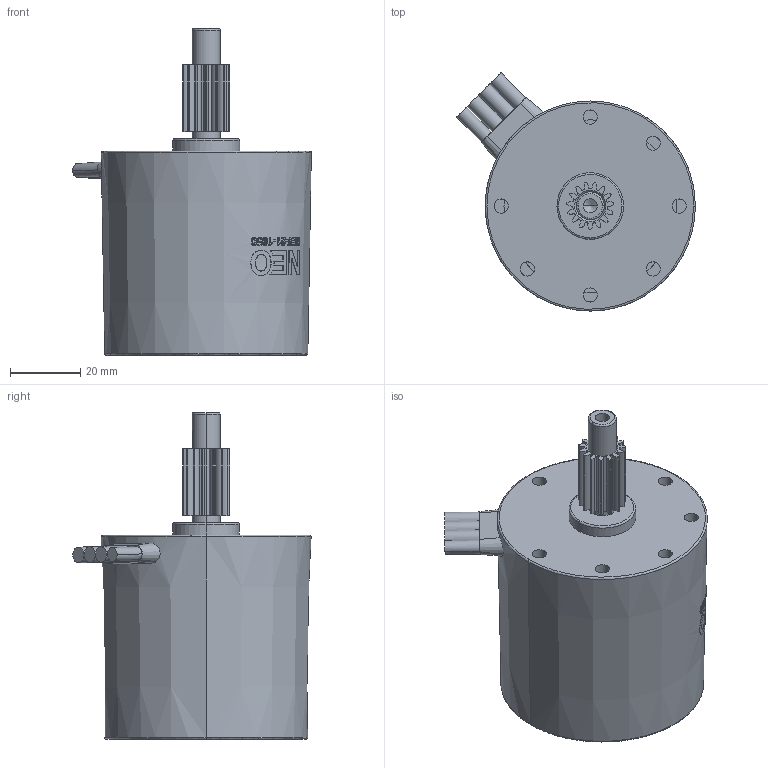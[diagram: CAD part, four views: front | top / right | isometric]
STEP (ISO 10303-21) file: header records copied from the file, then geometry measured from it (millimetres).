
FILE_DESCRIPTION (( 'STEP AP214' ), '1' );
FILE_NAME ('am-4258a_15T NEO with 15T 32DP Pinion.STEP', '2022-12-15T12:46:58', ( '' ), ( '' ), 'SwSTEP 2.0', 'SolidWorks 2022', '' );
FILE_SCHEMA (( 'AUTOMOTIVE_DESIGN' ));
Length unit declared in the file: inch
Products named in the file (3): am-4258a NEO V1.1; 15T 32DP 8mm Bore Gear; am-4258a_15T NEO with 15T 32DP Pinion
Assembly tree (2 placements, depth 2):
  am-4258a_15T NEO with 15T 32DP Pinion
    am-4258a NEO V1.1
    15T 32DP 8mm Bore Gear
Bounding box: 68.13 x 68.01 x 93.35 mm (x, y, z)
Volume: 1061.3 mm3; surface area: 44065.4 mm2
Topology: 1 solids, 3 shells, 1593 faces, 4438 edges, 2953 vertices
Faces by surface type: bspline 1019, plane 434, cylinder 105, cone 35
Entity records: 74700 total; most frequent: CARTESIAN_POINT 39828, ORIENTED_EDGE 8870, EDGE_CURVE 4436, DIRECTION 3771, VERTEX_POINT 2953, VECTOR 2127, LINE 2127, B_SPLINE_CURVE_WITH_KNOTS 2049
